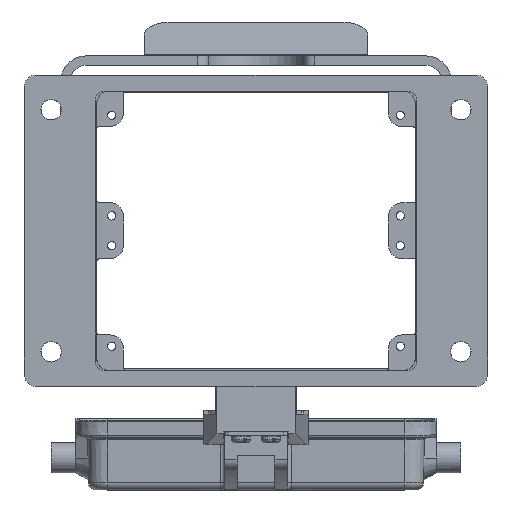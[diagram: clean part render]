
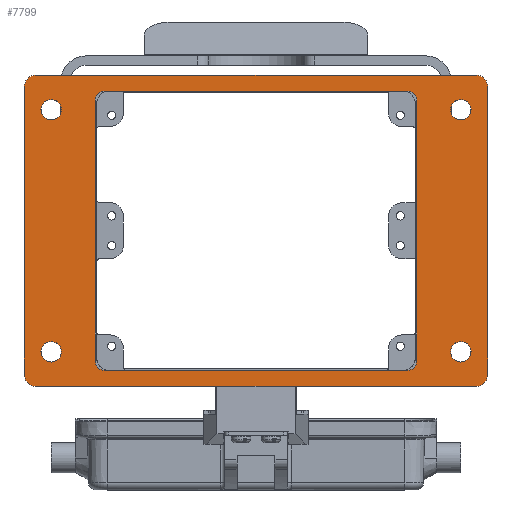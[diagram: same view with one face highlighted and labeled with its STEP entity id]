
A CAD part, front view. The second image highlights one B-rep face of the part: STEP entity #7799.
In plain terms, the highlighted planar face has unit normal (0, -1, 0).
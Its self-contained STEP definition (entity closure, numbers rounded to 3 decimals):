
#7799=ADVANCED_FACE('',(#9082,#9083,#9084,#9085,#9086,#9087),#8674,.F.);
#8674=PLANE('',#21824);
#9082=FACE_BOUND('',#9344,.T.);
#9083=FACE_BOUND('',#9345,.T.);
#9084=FACE_BOUND('',#9346,.T.);
#9085=FACE_BOUND('',#9347,.T.);
#9086=FACE_BOUND('',#9348,.T.);
#9087=FACE_BOUND('',#9349,.T.);
#9344=EDGE_LOOP('',(#11109,#11110,#11111,#11112,#11113,#11114,#11115,#11116));
#9345=EDGE_LOOP('',(#11117));
#9346=EDGE_LOOP('',(#11118));
#9347=EDGE_LOOP('',(#11119));
#9348=EDGE_LOOP('',(#11120));
#9349=EDGE_LOOP('',(#11121,#11122,#11123,#11124,#11125,#11126,#11127,#11128));
#10376=CIRCLE('',#21812,2.5);
#10377=CIRCLE('',#21813,2.5);
#10378=CIRCLE('',#21814,2.5);
#10379=CIRCLE('',#21815,2.5);
#10380=CIRCLE('',#21816,2.75);
#10381=CIRCLE('',#21817,2.75);
#10382=CIRCLE('',#21818,2.75);
#10383=CIRCLE('',#21819,2.75);
#10384=CIRCLE('',#21820,3.);
#10385=CIRCLE('',#21821,3.);
#10386=CIRCLE('',#21822,3.);
#10387=CIRCLE('',#21823,3.);
#11109=ORIENTED_EDGE('',*,*,#17138,.F.);
#11110=ORIENTED_EDGE('',*,*,#17139,.F.);
#11111=ORIENTED_EDGE('',*,*,#17140,.F.);
#11112=ORIENTED_EDGE('',*,*,#17141,.F.);
#11113=ORIENTED_EDGE('',*,*,#17142,.F.);
#11114=ORIENTED_EDGE('',*,*,#17143,.F.);
#11115=ORIENTED_EDGE('',*,*,#17144,.F.);
#11116=ORIENTED_EDGE('',*,*,#17145,.F.);
#11117=ORIENTED_EDGE('',*,*,#17146,.T.);
#11118=ORIENTED_EDGE('',*,*,#17147,.T.);
#11119=ORIENTED_EDGE('',*,*,#17148,.T.);
#11120=ORIENTED_EDGE('',*,*,#17149,.T.);
#11121=ORIENTED_EDGE('',*,*,#17150,.F.);
#11122=ORIENTED_EDGE('',*,*,#17151,.F.);
#11123=ORIENTED_EDGE('',*,*,#17152,.F.);
#11124=ORIENTED_EDGE('',*,*,#17153,.F.);
#11125=ORIENTED_EDGE('',*,*,#17154,.F.);
#11126=ORIENTED_EDGE('',*,*,#17155,.F.);
#11127=ORIENTED_EDGE('',*,*,#17156,.F.);
#11128=ORIENTED_EDGE('',*,*,#17157,.F.);
#15655=VERTEX_POINT('',#27965);
#15656=VERTEX_POINT('',#27966);
#15657=VERTEX_POINT('',#27968);
#15658=VERTEX_POINT('',#27970);
#15659=VERTEX_POINT('',#27972);
#15660=VERTEX_POINT('',#27974);
#15661=VERTEX_POINT('',#27976);
#15662=VERTEX_POINT('',#27978);
#15663=VERTEX_POINT('',#27981);
#15664=VERTEX_POINT('',#27983);
#15665=VERTEX_POINT('',#27985);
#15666=VERTEX_POINT('',#27987);
#15667=VERTEX_POINT('',#27989);
#15668=VERTEX_POINT('',#27990);
#15669=VERTEX_POINT('',#27992);
#15670=VERTEX_POINT('',#27994);
#15671=VERTEX_POINT('',#27996);
#15672=VERTEX_POINT('',#27998);
#15673=VERTEX_POINT('',#28000);
#15674=VERTEX_POINT('',#28002);
#17138=EDGE_CURVE('',#15655,#15656,#19391,.T.);
#17139=EDGE_CURVE('',#15657,#15655,#10376,.T.);
#17140=EDGE_CURVE('',#15658,#15657,#19392,.T.);
#17141=EDGE_CURVE('',#15659,#15658,#10377,.T.);
#17142=EDGE_CURVE('',#15660,#15659,#19393,.T.);
#17143=EDGE_CURVE('',#15661,#15660,#10378,.T.);
#17144=EDGE_CURVE('',#15662,#15661,#19394,.T.);
#17145=EDGE_CURVE('',#15656,#15662,#10379,.T.);
#17146=EDGE_CURVE('',#15663,#15663,#10380,.T.);
#17147=EDGE_CURVE('',#15664,#15664,#10381,.T.);
#17148=EDGE_CURVE('',#15665,#15665,#10382,.T.);
#17149=EDGE_CURVE('',#15666,#15666,#10383,.T.);
#17150=EDGE_CURVE('',#15667,#15668,#19395,.T.);
#17151=EDGE_CURVE('',#15669,#15667,#10384,.T.);
#17152=EDGE_CURVE('',#15670,#15669,#19396,.T.);
#17153=EDGE_CURVE('',#15671,#15670,#10385,.T.);
#17154=EDGE_CURVE('',#15672,#15671,#19397,.T.);
#17155=EDGE_CURVE('',#15673,#15672,#10386,.T.);
#17156=EDGE_CURVE('',#15674,#15673,#19398,.T.);
#17157=EDGE_CURVE('',#15668,#15674,#10387,.T.);
#19391=LINE('',#27964,#20598);
#19392=LINE('',#27969,#20599);
#19393=LINE('',#27973,#20600);
#19394=LINE('',#27977,#20601);
#19395=LINE('',#27988,#20602);
#19396=LINE('',#27993,#20603);
#19397=LINE('',#27997,#20604);
#19398=LINE('',#28001,#20605);
#20598=VECTOR('',#23482,1.);
#20599=VECTOR('',#23485,1.);
#20600=VECTOR('',#23488,1.);
#20601=VECTOR('',#23491,1.);
#20602=VECTOR('',#23502,1.);
#20603=VECTOR('',#23505,1.);
#20604=VECTOR('',#23508,1.);
#20605=VECTOR('',#23511,1.);
#21812=AXIS2_PLACEMENT_3D('',#27967,#23483,#23484);
#21813=AXIS2_PLACEMENT_3D('',#27971,#23486,#23487);
#21814=AXIS2_PLACEMENT_3D('',#27975,#23489,#23490);
#21815=AXIS2_PLACEMENT_3D('',#27979,#23492,#23493);
#21816=AXIS2_PLACEMENT_3D('',#27980,#23494,#23495);
#21817=AXIS2_PLACEMENT_3D('',#27982,#23496,#23497);
#21818=AXIS2_PLACEMENT_3D('',#27984,#23498,#23499);
#21819=AXIS2_PLACEMENT_3D('',#27986,#23500,#23501);
#21820=AXIS2_PLACEMENT_3D('',#27991,#23503,#23504);
#21821=AXIS2_PLACEMENT_3D('',#27995,#23506,#23507);
#21822=AXIS2_PLACEMENT_3D('',#27999,#23509,#23510);
#21823=AXIS2_PLACEMENT_3D('',#28003,#23512,#23513);
#21824=AXIS2_PLACEMENT_3D('',#28004,#23514,#23515);
#23482=DIRECTION('',(0.,0.,-1.));
#23483=DIRECTION('',(0.,-1.,0.));
#23484=DIRECTION('',(1.,0.,0.));
#23485=DIRECTION('',(-1.,0.,0.));
#23486=DIRECTION('',(0.,-1.,0.));
#23487=DIRECTION('',(1.,0.,0.));
#23488=DIRECTION('',(0.,0.,1.));
#23489=DIRECTION('',(0.,-1.,0.));
#23490=DIRECTION('',(1.,0.,0.));
#23491=DIRECTION('',(1.,0.,0.));
#23492=DIRECTION('',(0.,-1.,0.));
#23493=DIRECTION('',(1.,0.,0.));
#23494=DIRECTION('',(0.,1.,0.));
#23495=DIRECTION('',(1.,0.,0.));
#23496=DIRECTION('',(0.,1.,0.));
#23497=DIRECTION('',(1.,0.,0.));
#23498=DIRECTION('',(0.,1.,0.));
#23499=DIRECTION('',(1.,0.,0.));
#23500=DIRECTION('',(0.,1.,0.));
#23501=DIRECTION('',(1.,0.,0.));
#23502=DIRECTION('',(0.,0.,1.));
#23503=DIRECTION('',(0.,1.,0.));
#23504=DIRECTION('',(1.,0.,0.));
#23505=DIRECTION('',(-1.,0.,0.));
#23506=DIRECTION('',(0.,1.,0.));
#23507=DIRECTION('',(1.,0.,0.));
#23508=DIRECTION('',(0.,0.,-1.));
#23509=DIRECTION('',(0.,1.,0.));
#23510=DIRECTION('',(1.,0.,0.));
#23511=DIRECTION('',(1.,0.,0.));
#23512=DIRECTION('',(0.,1.,0.));
#23513=DIRECTION('',(1.,0.,0.));
#23514=DIRECTION('',(0.,1.,0.));
#23515=DIRECTION('',(1.,0.,0.));
#27964=CARTESIAN_POINT('',(105.69,60.906,35.));
#27965=CARTESIAN_POINT('',(105.69,60.906,35.));
#27966=CARTESIAN_POINT('',(105.69,60.906,-35.));
#27967=CARTESIAN_POINT('',(108.19,60.906,35.));
#27968=CARTESIAN_POINT('',(108.19,60.906,37.5));
#27969=CARTESIAN_POINT('',(189.59,60.906,37.5));
#27970=CARTESIAN_POINT('',(189.59,60.906,37.5));
#27971=CARTESIAN_POINT('',(189.59,60.906,35.));
#27972=CARTESIAN_POINT('',(192.09,60.906,35.));
#27973=CARTESIAN_POINT('',(192.09,60.906,-35.));
#27974=CARTESIAN_POINT('',(192.09,60.906,-35.));
#27975=CARTESIAN_POINT('',(189.59,60.906,-35.));
#27976=CARTESIAN_POINT('',(189.59,60.906,-37.5));
#27977=CARTESIAN_POINT('',(108.19,60.906,-37.5));
#27978=CARTESIAN_POINT('',(108.19,60.906,-37.5));
#27979=CARTESIAN_POINT('',(108.19,60.906,-35.));
#27980=CARTESIAN_POINT('',(203.89,60.906,-32.5));
#27981=CARTESIAN_POINT('',(206.64,60.906,-32.5));
#27982=CARTESIAN_POINT('',(203.89,60.906,32.5));
#27983=CARTESIAN_POINT('',(206.64,60.906,32.5));
#27984=CARTESIAN_POINT('',(93.89,60.906,-32.5));
#27985=CARTESIAN_POINT('',(96.64,60.906,-32.5));
#27986=CARTESIAN_POINT('',(93.89,60.906,32.5));
#27987=CARTESIAN_POINT('',(96.64,60.906,32.5));
#27988=CARTESIAN_POINT('',(86.69,60.906,-38.75));
#27989=CARTESIAN_POINT('',(86.69,60.906,-38.75));
#27990=CARTESIAN_POINT('',(86.69,60.906,38.75));
#27991=CARTESIAN_POINT('',(89.69,60.906,-38.75));
#27992=CARTESIAN_POINT('',(89.69,60.906,-41.75));
#27993=CARTESIAN_POINT('',(208.09,60.906,-41.75));
#27994=CARTESIAN_POINT('',(208.09,60.906,-41.75));
#27995=CARTESIAN_POINT('',(208.09,60.906,-38.75));
#27996=CARTESIAN_POINT('',(211.09,60.906,-38.75));
#27997=CARTESIAN_POINT('',(211.09,60.906,38.75));
#27998=CARTESIAN_POINT('',(211.09,60.906,38.75));
#27999=CARTESIAN_POINT('',(208.09,60.906,38.75));
#28000=CARTESIAN_POINT('',(208.09,60.906,41.75));
#28001=CARTESIAN_POINT('',(89.69,60.906,41.75));
#28002=CARTESIAN_POINT('',(89.69,60.906,41.75));
#28003=CARTESIAN_POINT('',(89.69,60.906,38.75));
#28004=CARTESIAN_POINT('',(89.69,60.906,38.75));
